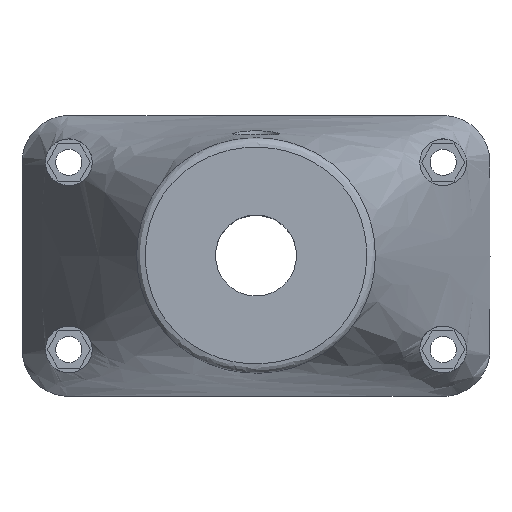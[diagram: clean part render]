
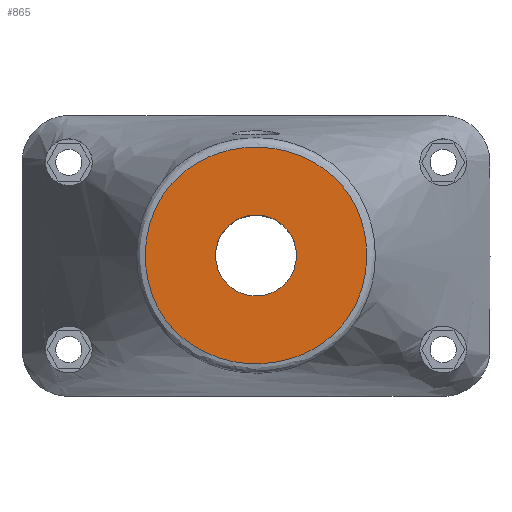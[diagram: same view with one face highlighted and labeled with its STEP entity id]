
A CAD part, top view. The second image highlights one B-rep face of the part: STEP entity #865.
In plain terms, the highlighted planar face has unit normal (0, 0, 1).
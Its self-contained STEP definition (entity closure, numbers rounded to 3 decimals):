
#26=PLANE('',#926);
#66=FACE_BOUND('',#306,.T.);
#252=FACE_OUTER_BOUND('',#305,.T.);
#305=EDGE_LOOP('',(#649));
#306=EDGE_LOOP('',(#650));
#376=B_SPLINE_CURVE_WITH_KNOTS('',3,(#1462,#1463,#1464,#1465,#1466,#1467,
#1468,#1469,#1470,#1471,#1472,#1473,#1474,#1475,#1476,#1477,#1478,#1479,
#1480,#1481,#1482,#1483,#1484,#1485,#1486,#1487,#1488,#1489,#1490,#1491,
#1492,#1493,#1494,#1495,#1496,#1497,#1498,#1499,#1500),.UNSPECIFIED.,.T.,
 .F.,(4,1,2,2,1,1,1,1,1,1,1,1,2,1,2,1,1,2,2,1,1,1,1,1,1,2,1,2,4),(-3.142,
-2.907,-2.724,-2.401,-2.246,
-2.09,-1.986,-1.571,-1.338,
-1.156,-0.949,-0.845,-0.741,
-0.439,-0.419,-0.001,0.182,
0.417,0.74,0.999,1.155,1.57,
1.622,1.985,2.193,2.4,2.562,
2.723,3.142),.UNSPECIFIED.);
#390=CIRCLE('',#927,8.65);
#406=VERTEX_POINT('',#1396);
#427=VERTEX_POINT('',#1981);
#502=EDGE_CURVE('',#406,#406,#376,.T.);
#515=EDGE_CURVE('',#427,#427,#390,.T.);
#649=ORIENTED_EDGE('',*,*,#502,.F.);
#650=ORIENTED_EDGE('',*,*,#515,.T.);
#865=ADVANCED_FACE('',(#252,#66),#26,.T.);
#926=AXIS2_PLACEMENT_3D('',#1980,#993,#994);
#927=AXIS2_PLACEMENT_3D('',#1982,#995,#996);
#993=DIRECTION('center_axis',(0.,0.,1.));
#994=DIRECTION('ref_axis',(1.,0.,0.));
#995=DIRECTION('center_axis',(0.,0.,-1.));
#996=DIRECTION('ref_axis',(-1.,0.,0.));
#1396=CARTESIAN_POINT('',(8.667,-80.,74.));
#1462=CARTESIAN_POINT('Ctrl Pts',(8.667,-80.,74.));
#1463=CARTESIAN_POINT('Ctrl Pts',(8.667,-81.83,74.));
#1464=CARTESIAN_POINT('Ctrl Pts',(8.3,-85.121,74.));
#1465=CARTESIAN_POINT('Ctrl Pts',(7.285,-88.254,74.));
#1466=CARTESIAN_POINT('Ctrl Pts',(5.753,-91.879,74.));
#1467=CARTESIAN_POINT('Ctrl Pts',(4.32,-94.05,74.));
#1468=CARTESIAN_POINT('Ctrl Pts',(1.719,-96.728,74.));
#1469=CARTESIAN_POINT('Ctrl Pts',(-0.116,-98.348,
74.));
#1470=CARTESIAN_POINT('Ctrl Pts',(-2.885,-100.109,74.));
#1471=CARTESIAN_POINT('Ctrl Pts',(-7.662,-102.362,74.));
#1472=CARTESIAN_POINT('Ctrl Pts',(-13.575,-103.522,74.));
#1473=CARTESIAN_POINT('Ctrl Pts',(-20.091,-102.802,74.));
#1474=CARTESIAN_POINT('Ctrl Pts',(-24.77,-101.34,74.));
#1475=CARTESIAN_POINT('Ctrl Pts',(-28.191,-99.511,74.));
#1476=CARTESIAN_POINT('Ctrl Pts',(-30.815,-97.541,74.));
#1477=CARTESIAN_POINT('Ctrl Pts',(-31.999,-96.439,74.));
#1478=CARTESIAN_POINT('Ctrl Pts',(-34.212,-94.161,74.));
#1479=CARTESIAN_POINT('Ctrl Pts',(-35.666,-92.012,74.));
#1480=CARTESIAN_POINT('Ctrl Pts',(-36.67,-89.709,74.));
#1481=CARTESIAN_POINT('Ctrl Pts',(-38.006,-86.567,74.));
#1482=CARTESIAN_POINT('Ctrl Pts',(-38.956,-81.813,74.));
#1483=CARTESIAN_POINT('Ctrl Pts',(-38.379,-75.307,74.));
#1484=CARTESIAN_POINT('Ctrl Pts',(-37.455,-72.143,74.));
#1485=CARTESIAN_POINT('Ctrl Pts',(-35.736,-68.091,74.));
#1486=CARTESIAN_POINT('Ctrl Pts',(-34.332,-65.966,74.));
#1487=CARTESIAN_POINT('Ctrl Pts',(-31.143,-62.679,74.));
#1488=CARTESIAN_POINT('Ctrl Pts',(-28.586,-60.655,74.));
#1489=CARTESIAN_POINT('Ctrl Pts',(-22.73,-57.709,74.));
#1490=CARTESIAN_POINT('Ctrl Pts',(-17.862,-56.765,74.));
#1491=CARTESIAN_POINT('Ctrl Pts',(-11.344,-56.915,74.));
#1492=CARTESIAN_POINT('Ctrl Pts',(-6.5,-57.987,74.));
#1493=CARTESIAN_POINT('Ctrl Pts',(-1.089,-60.871,74.));
#1494=CARTESIAN_POINT('Ctrl Pts',(1.427,-62.97,74.));
#1495=CARTESIAN_POINT('Ctrl Pts',(3.449,-65.056,74.));
#1496=CARTESIAN_POINT('Ctrl Pts',(5.029,-67.022,74.));
#1497=CARTESIAN_POINT('Ctrl Pts',(6.236,-69.269,74.));
#1498=CARTESIAN_POINT('Ctrl Pts',(8.012,-73.456,74.));
#1499=CARTESIAN_POINT('Ctrl Pts',(8.667,-76.738,74.));
#1500=CARTESIAN_POINT('Ctrl Pts',(8.667,-80.,74.));
#1980=CARTESIAN_POINT('Origin',(-15.,-80.,74.));
#1981=CARTESIAN_POINT('',(-6.35,-80.,74.));
#1982=CARTESIAN_POINT('Origin',(-15.,-80.,74.));
